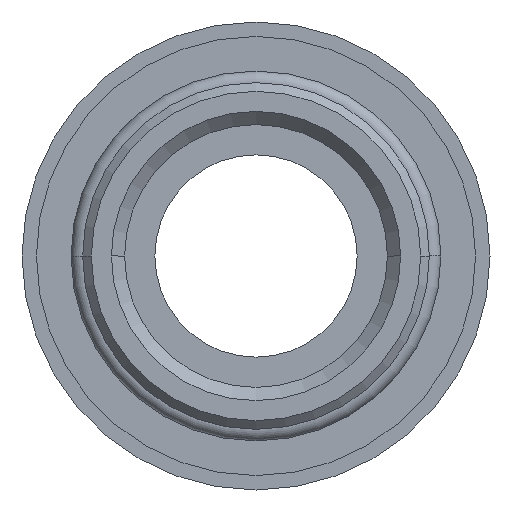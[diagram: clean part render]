
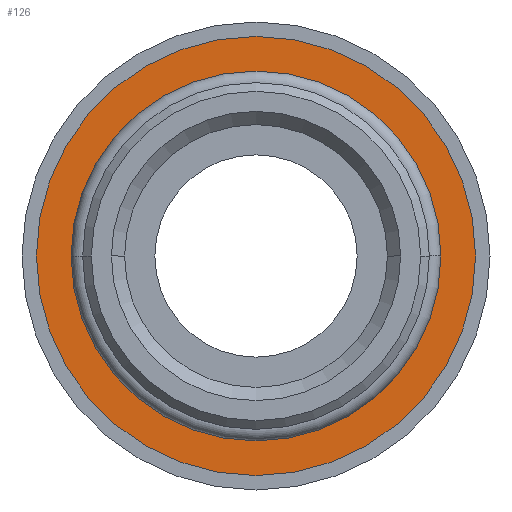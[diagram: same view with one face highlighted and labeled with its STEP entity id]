
A CAD part, front view. The second image highlights one B-rep face of the part: STEP entity #126.
In plain terms, the highlighted planar face has unit normal (0, -1, 0).
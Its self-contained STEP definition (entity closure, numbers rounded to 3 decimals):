
#126=ADVANCED_FACE('',(#304,#305),#306,.T.);
#304=FACE_OUTER_BOUND('',#541,.T.);
#305=FACE_BOUND('',#542,.T.);
#306=PLANE('',#543);
#541=EDGE_LOOP('',(#851,#852));
#542=EDGE_LOOP('',(#853,#854));
#543=AXIS2_PLACEMENT_3D('',#855,#856,#857);
#851=ORIENTED_EDGE('',*,*,#1325,.F.);
#852=ORIENTED_EDGE('',*,*,#1389,.F.);
#853=ORIENTED_EDGE('',*,*,#1390,.T.);
#854=ORIENTED_EDGE('',*,*,#1391,.T.);
#855=CARTESIAN_POINT('',(6.8,4.0,0.0));
#856=DIRECTION('',(-0.0,-1.0,-0.0));
#857=DIRECTION('',(-1.0,0.0,0.0));
#1325=EDGE_CURVE('',#1556,#1559,#1560,.T.);
#1389=EDGE_CURVE('',#1559,#1556,#1670,.T.);
#1390=EDGE_CURVE('',#1671,#1672,#1673,.T.);
#1391=EDGE_CURVE('',#1672,#1671,#1674,.T.);
#1556=VERTEX_POINT('',#1870);
#1559=VERTEX_POINT('',#1874);
#1560=CIRCLE('',#1875,7.6);
#1670=CIRCLE('',#2090,7.6);
#1671=VERTEX_POINT('',#2091);
#1672=VERTEX_POINT('',#2092);
#1673=CIRCLE('',#2093,6.0);
#1674=CIRCLE('',#2094,6.0);
#1870=CARTESIAN_POINT('',(7.6,4.0,0.0));
#1874=CARTESIAN_POINT('',(-7.6,4.0,0.));
#1875=AXIS2_PLACEMENT_3D('',#2483,#2484,#2485);
#2090=AXIS2_PLACEMENT_3D('',#2581,#2582,#2583);
#2091=CARTESIAN_POINT('',(6.0,4.0,0.0));
#2092=CARTESIAN_POINT('',(-6.0,4.0,0.));
#2093=AXIS2_PLACEMENT_3D('',#2584,#2585,#2586);
#2094=AXIS2_PLACEMENT_3D('',#2587,#2588,#2589);
#2483=CARTESIAN_POINT('',(0.0,4.0,0.0));
#2484=DIRECTION('',(-0.0,1.0,0.0));
#2485=DIRECTION('',(1.0,0.0,0.0));
#2581=CARTESIAN_POINT('',(0.0,4.0,0.0));
#2582=DIRECTION('',(-0.0,1.0,0.0));
#2583=DIRECTION('',(1.0,0.0,0.0));
#2584=CARTESIAN_POINT('',(0.0,4.0,0.0));
#2585=DIRECTION('',(-0.0,1.0,0.0));
#2586=DIRECTION('',(1.0,0.0,0.0));
#2587=CARTESIAN_POINT('',(0.0,4.0,0.0));
#2588=DIRECTION('',(-0.0,1.0,0.0));
#2589=DIRECTION('',(1.0,0.0,0.0));
